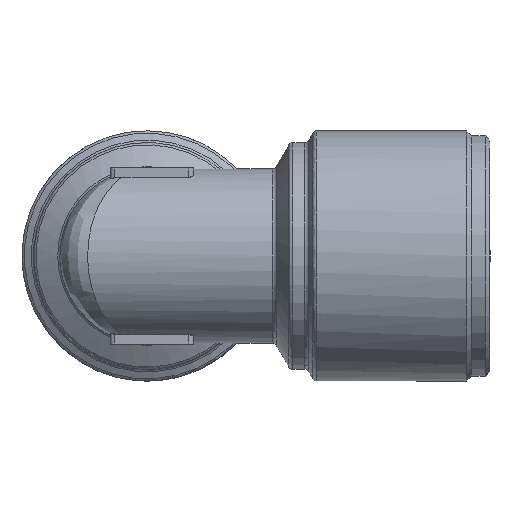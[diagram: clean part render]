
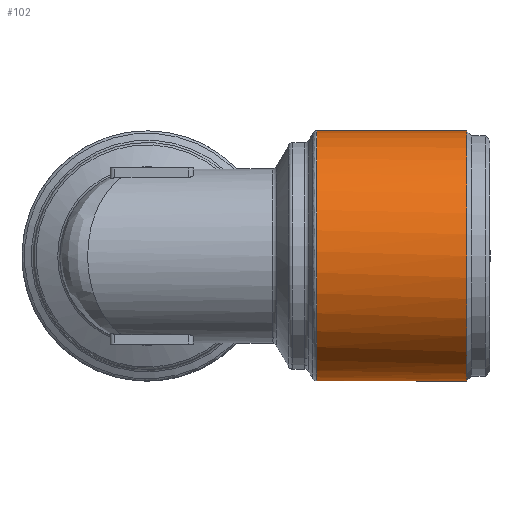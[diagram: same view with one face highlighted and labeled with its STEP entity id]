
A CAD part, left-side view. The second image highlights one B-rep face of the part: STEP entity #102.
In plain terms, the highlighted cylindrical face has radius 13.5 mm (diameter 27 mm), a full revolution.
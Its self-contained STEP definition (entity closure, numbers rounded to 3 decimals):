
#102 = ADVANCED_FACE( 'NONE', ( #546, #547 ), #548, .T. );
#546 = FACE_OUTER_BOUND( '', #1830, .T. );
#547 = FACE_OUTER_BOUND( '', #1831, .T. );
#548 = CYLINDRICAL_SURFACE( '', #1832, 13.5 );
#1830 = EDGE_LOOP( '', ( #7152, #7153, #7154 ) );
#1831 = EDGE_LOOP( '', ( #7155 ) );
#1832 = AXIS2_PLACEMENT_3D( '', #7156, #7157, #7158 );
#7152 = ORIENTED_EDGE( '', *, *, #9908, .T. );
#7153 = ORIENTED_EDGE( '', *, *, #9909, .T. );
#7154 = ORIENTED_EDGE( '', *, *, #9910, .T. );
#7155 = ORIENTED_EDGE( '', *, *, #9837, .T. );
#7156 = CARTESIAN_POINT( '', ( 0., 0., 0. ) );
#7157 = DIRECTION( '', ( 0., -1., 0. ) );
#7158 = DIRECTION( '', ( -1., 0., 0. ) );
#9837 = EDGE_CURVE( 'NONE', #10933, #10933, #10934, .T. );
#9908 = EDGE_CURVE( 'NONE', #11065, #11066, #11067, .T. );
#9909 = EDGE_CURVE( 'NONE', #11066, #11068, #11069, .T. );
#9910 = EDGE_CURVE( 'NONE', #11068, #11065, #11070, .T. );
#10933 = VERTEX_POINT( '', #13046 );
#10934 = CIRCLE( '', #13047, 13.5 );
#11065 = VERTEX_POINT( 'NONE', #13548 );
#11066 = VERTEX_POINT( 'NONE', #13549 );
#11067 = CIRCLE( '', #13550, 13.5 );
#11068 = VERTEX_POINT( 'NONE', #13551 );
#11069 = CIRCLE( '', #13552, 13.5 );
#11070 = CIRCLE( '', #13553, 13.5 );
#13046 = CARTESIAN_POINT( '', ( 0., -34.5, 13.5 ) );
#13047 = AXIS2_PLACEMENT_3D( '', #19342, #19343, #19344 );
#13548 = CARTESIAN_POINT( '', ( 13.422, -18.299, 1.448 ) );
#13549 = CARTESIAN_POINT( '', ( 13.422, -18.299, -1.448 ) );
#13550 = AXIS2_PLACEMENT_3D( '', #19409, #19410, #19411 );
#13551 = CARTESIAN_POINT( '', ( 13.5, -18.299, 0. ) );
#13552 = AXIS2_PLACEMENT_3D( '', #19412, #19413, #19414 );
#13553 = AXIS2_PLACEMENT_3D( '', #19415, #19416, #19417 );
#19342 = CARTESIAN_POINT( '', ( 0., -34.5, 0. ) );
#19343 = DIRECTION( '', ( 0., 1., 0. ) );
#19344 = DIRECTION( '', ( 0., 0., 1. ) );
#19409 = CARTESIAN_POINT( '', ( 0., -18.299, 0. ) );
#19410 = DIRECTION( '', ( 0., -1., 0. ) );
#19411 = DIRECTION( '', ( 1., 0., 0. ) );
#19412 = CARTESIAN_POINT( '', ( 0., -18.299, 0. ) );
#19413 = DIRECTION( '', ( 0., -1., 0. ) );
#19414 = DIRECTION( '', ( 1., 0., 0. ) );
#19415 = CARTESIAN_POINT( '', ( 0., -18.299, 0. ) );
#19416 = DIRECTION( '', ( 0., -1., 0. ) );
#19417 = DIRECTION( '', ( 1., 0., 0. ) );
